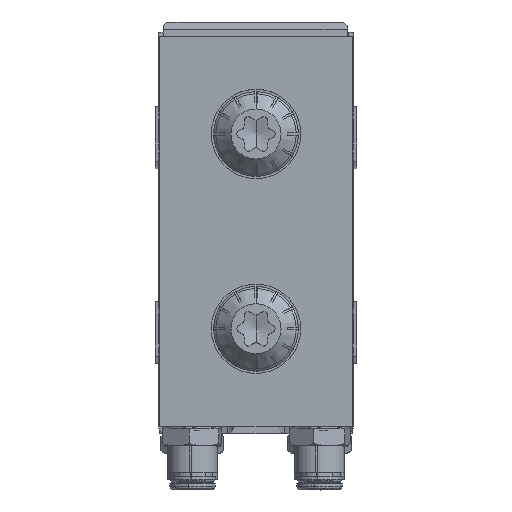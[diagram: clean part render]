
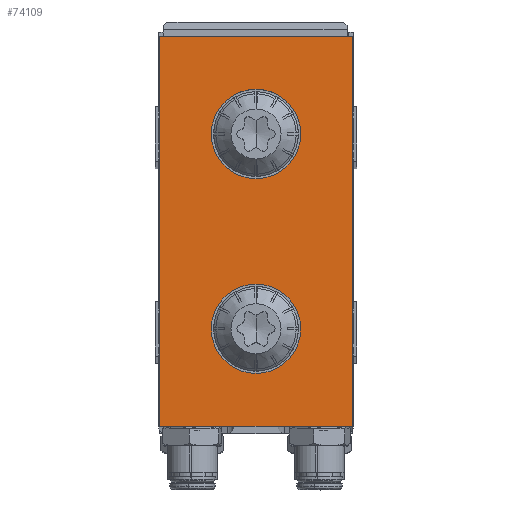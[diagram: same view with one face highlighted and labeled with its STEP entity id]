
A CAD part, top view. The second image highlights one B-rep face of the part: STEP entity #74109.
In plain terms, the highlighted planar face has unit normal (0, 0, 1).
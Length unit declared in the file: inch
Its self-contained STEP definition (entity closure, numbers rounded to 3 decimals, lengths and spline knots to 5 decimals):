
#484 = CARTESIAN_POINT ( 'NONE',  ( 23.35512, 29.3604, 62.83418 ) ) ;
#2866 = CIRCLE ( 'NONE', #12597, 0.40625 ) ;
#6141 = VERTEX_POINT ( 'NONE', #484 ) ;
#7179 = CARTESIAN_POINT ( 'NONE',  ( 22.94887, 29.3604, 62.83418 ) ) ;
#8308 = DIRECTION ( 'NONE',  ( 1., 0., 0. ) ) ;
#8958 = LINE ( 'NONE', #65765, #35803 ) ;
#11158 = LINE ( 'NONE', #11545, #69942 ) ;
#11545 = CARTESIAN_POINT ( 'NONE',  ( 22.07387, 28.4744, 62.83418 ) ) ;
#12552 = ORIENTED_EDGE ( 'NONE', *, *, #25446, .F. ) ;
#12597 = AXIS2_PLACEMENT_3D ( 'NONE', #7179, #59070, #8308 ) ;
#13726 = CIRCLE ( 'NONE', #23369, 0.40625 ) ;
#13927 = VERTEX_POINT ( 'NONE', #17777 ) ;
#17688 = ORIENTED_EDGE ( 'NONE', *, *, #47904, .T. ) ;
#17777 = CARTESIAN_POINT ( 'NONE',  ( 22.07387, 28.4744, 62.83418 ) ) ;
#21344 = LINE ( 'NONE', #68631, #48298 ) ;
#22138 = AXIS2_PLACEMENT_3D ( 'NONE', #28317, #51408, #55910 ) ;
#23369 = AXIS2_PLACEMENT_3D ( 'NONE', #40787, #46408, #47538 ) ;
#24879 = CIRCLE ( 'NONE', #69575, 0.40625 ) ;
#25147 = CARTESIAN_POINT ( 'NONE',  ( 22.94887, 29.3604, 62.83418 ) ) ;
#25446 = EDGE_CURVE ( 'NONE', #48384, #63297, #24879, .T. ) ;
#26744 = ORIENTED_EDGE ( 'NONE', *, *, #29386, .T. ) ;
#27945 = PLANE ( 'NONE',  #22138 ) ;
#28317 = CARTESIAN_POINT ( 'NONE',  ( 22.94887, 30.2459, 62.83418 ) ) ;
#29386 = EDGE_CURVE ( 'NONE', #72531, #48641, #21344, .T. ) ;
#31636 = VERTEX_POINT ( 'NONE', #52284 ) ;
#32879 = VERTEX_POINT ( 'NONE', #72673 ) ;
#33967 = FACE_BOUND ( 'NONE', #53723, .T. ) ;
#35256 = DIRECTION ( 'NONE',  ( 0., 1., 0. ) ) ;
#35803 = VECTOR ( 'NONE', #60099, 39.37008 ) ;
#38612 = EDGE_LOOP ( 'NONE', ( #48379, #53786 ) ) ;
#39725 = FACE_BOUND ( 'NONE', #38612, .T. ) ;
#40787 = CARTESIAN_POINT ( 'NONE',  ( 22.94887, 31.1314, 62.83418 ) ) ;
#42035 = CARTESIAN_POINT ( 'NONE',  ( 22.94887, 31.1314, 62.83418 ) ) ;
#44217 = FACE_OUTER_BOUND ( 'NONE', #59050, .T. ) ;
#44345 = AXIS2_PLACEMENT_3D ( 'NONE', #25147, #48615, #60296 ) ;
#46101 = EDGE_CURVE ( 'NONE', #32879, #13927, #8958, .T. ) ;
#46408 = DIRECTION ( 'NONE',  ( 0., 0., 1. ) ) ;
#46597 = EDGE_CURVE ( 'NONE', #6141, #31636, #67255, .T. ) ;
#47538 = DIRECTION ( 'NONE',  ( 1., 0., 0. ) ) ;
#47904 = EDGE_CURVE ( 'NONE', #13927, #72531, #11158, .T. ) ;
#48298 = VECTOR ( 'NONE', #35256, 39.37008 ) ;
#48379 = ORIENTED_EDGE ( 'NONE', *, *, #46597, .F. ) ;
#48384 = VERTEX_POINT ( 'NONE', #55932 ) ;
#48615 = DIRECTION ( 'NONE',  ( 0., 0., 1. ) ) ;
#48641 = VERTEX_POINT ( 'NONE', #63869 ) ;
#50781 = LINE ( 'NONE', #61694, #65233 ) ;
#51408 = DIRECTION ( 'NONE',  ( 0., 0., 1. ) ) ;
#52284 = CARTESIAN_POINT ( 'NONE',  ( 22.54262, 29.3604, 62.83418 ) ) ;
#53336 = DIRECTION ( 'NONE',  ( 1., 0., 0. ) ) ;
#53723 = EDGE_LOOP ( 'NONE', ( #12552, #62823 ) ) ;
#53786 = ORIENTED_EDGE ( 'NONE', *, *, #58843, .F. ) ;
#55910 = DIRECTION ( 'NONE',  ( 1., 0., 0. ) ) ;
#55932 = CARTESIAN_POINT ( 'NONE',  ( 23.35512, 31.1314, 62.83418 ) ) ;
#56711 = ORIENTED_EDGE ( 'NONE', *, *, #46101, .T. ) ;
#57250 = EDGE_CURVE ( 'NONE', #48641, #32879, #50781, .T. ) ;
#58506 = EDGE_CURVE ( 'NONE', #63297, #48384, #13726, .T. ) ;
#58843 = EDGE_CURVE ( 'NONE', #31636, #6141, #2866, .T. ) ;
#59050 = EDGE_LOOP ( 'NONE', ( #56711, #17688, #26744, #60470 ) ) ;
#59070 = DIRECTION ( 'NONE',  ( 0., 0., 1. ) ) ;
#60099 = DIRECTION ( 'NONE',  ( 0., -1., 0. ) ) ;
#60296 = DIRECTION ( 'NONE',  ( 1., 0., 0. ) ) ;
#60470 = ORIENTED_EDGE ( 'NONE', *, *, #57250, .T. ) ;
#61694 = CARTESIAN_POINT ( 'NONE',  ( 22.07387, 32.0174, 62.83418 ) ) ;
#62823 = ORIENTED_EDGE ( 'NONE', *, *, #58506, .F. ) ;
#63297 = VERTEX_POINT ( 'NONE', #65074 ) ;
#63757 = DIRECTION ( 'NONE',  ( 1., 0., 0. ) ) ;
#63869 = CARTESIAN_POINT ( 'NONE',  ( 23.82387, 32.0174, 62.83418 ) ) ;
#65074 = CARTESIAN_POINT ( 'NONE',  ( 22.54262, 31.1314, 62.83418 ) ) ;
#65076 = DIRECTION ( 'NONE',  ( 0., 0., 1. ) ) ;
#65233 = VECTOR ( 'NONE', #73811, 39.37008 ) ;
#65765 = CARTESIAN_POINT ( 'NONE',  ( 22.07387, 32.0174, 62.83418 ) ) ;
#67255 = CIRCLE ( 'NONE', #44345, 0.40625 ) ;
#68513 = CARTESIAN_POINT ( 'NONE',  ( 23.82387, 28.4744, 62.83418 ) ) ;
#68631 = CARTESIAN_POINT ( 'NONE',  ( 23.82387, 32.0174, 62.83418 ) ) ;
#69575 = AXIS2_PLACEMENT_3D ( 'NONE', #42035, #65076, #53336 ) ;
#69942 = VECTOR ( 'NONE', #63757, 39.37008 ) ;
#72531 = VERTEX_POINT ( 'NONE', #68513 ) ;
#72673 = CARTESIAN_POINT ( 'NONE',  ( 22.07387, 32.0174, 62.83418 ) ) ;
#73811 = DIRECTION ( 'NONE',  ( -1., 0., 0. ) ) ;
#74109 = ADVANCED_FACE ( 'NONE', ( #33967, #39725, #44217 ), #27945, .T. ) ;
